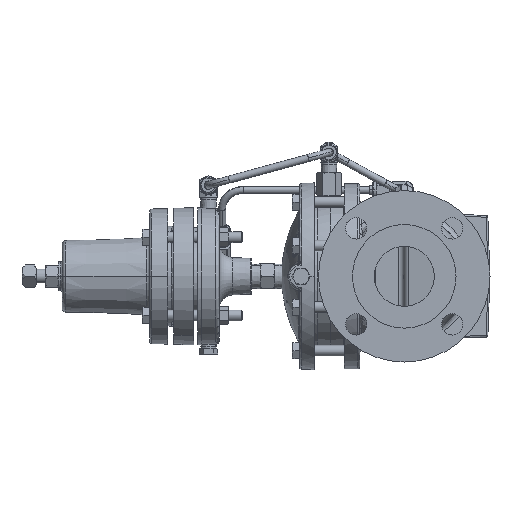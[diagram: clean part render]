
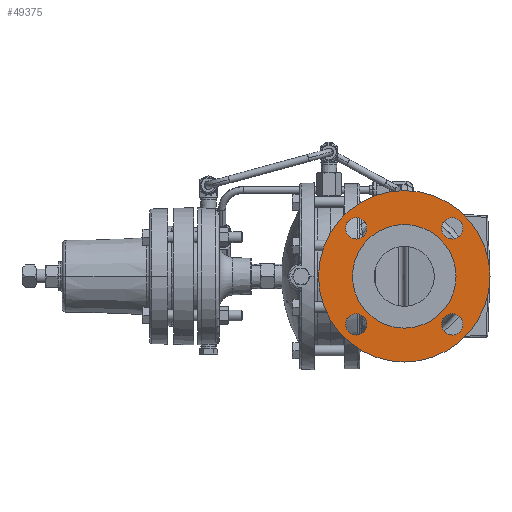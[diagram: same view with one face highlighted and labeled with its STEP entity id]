
A CAD part, left-side view. The second image highlights one B-rep face of the part: STEP entity #49375.
In plain terms, the highlighted planar face has unit normal (-1, 0, 0).
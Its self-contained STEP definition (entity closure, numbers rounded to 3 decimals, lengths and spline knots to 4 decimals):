
#55 = AXIS2_PLACEMENT_3D ( 'NONE', #77845, #38508, #57787 ) ;
#624 = CARTESIAN_POINT ( 'NONE',  ( -4.5005, 0., 1.8125 ) ) ;
#938 = CIRCLE ( 'NONE', #6004, 0.375 ) ;
#1227 = VERTEX_POINT ( 'NONE', #53361 ) ;
#2519 = EDGE_LOOP ( 'NONE', ( #79674, #14398 ) ) ;
#2817 = DIRECTION ( 'NONE',  ( -1., 0., 0. ) ) ;
#2832 = AXIS2_PLACEMENT_3D ( 'NONE', #58306, #71758, #72327 ) ;
#3631 = CIRCLE ( 'NONE', #55, 0.375 ) ;
#4333 = CIRCLE ( 'NONE', #36973, 3. ) ;
#4918 = EDGE_LOOP ( 'NONE', ( #23576, #68012 ) ) ;
#5022 = CARTESIAN_POINT ( 'NONE',  ( -4.5005, -1.6794, -1.6794 ) ) ;
#5060 = EDGE_CURVE ( 'NONE', #9417, #83852, #51062, .T. ) ;
#6004 = AXIS2_PLACEMENT_3D ( 'NONE', #28608, #69117, #8905 ) ;
#8133 = DIRECTION ( 'NONE',  ( -1., 0., 0. ) ) ;
#8905 = DIRECTION ( 'NONE',  ( 0., 0., 1. ) ) ;
#9417 = VERTEX_POINT ( 'NONE', #40952 ) ;
#9812 = CARTESIAN_POINT ( 'NONE',  ( -4.5005, 0., -3. ) ) ;
#13418 = EDGE_LOOP ( 'NONE', ( #52618, #15334 ) ) ;
#13588 = CARTESIAN_POINT ( 'NONE',  ( -4.5005, 0., 0. ) ) ;
#14398 = ORIENTED_EDGE ( 'NONE', *, *, #49403, .F. ) ;
#15334 = ORIENTED_EDGE ( 'NONE', *, *, #65077, .F. ) ;
#15343 = DIRECTION ( 'NONE',  ( -1., 0., 0. ) ) ;
#15996 = FACE_BOUND ( 'NONE', #39276, .T. ) ;
#16807 = CARTESIAN_POINT ( 'NONE',  ( -4.5005, -1.6794, 1.6794 ) ) ;
#17678 = CARTESIAN_POINT ( 'NONE',  ( -4.5005, -1.6794, -1.6794 ) ) ;
#17906 = DIRECTION ( 'NONE',  ( -1., 0., 0. ) ) ;
#19014 = FACE_BOUND ( 'NONE', #19789, .T. ) ;
#19789 = EDGE_LOOP ( 'NONE', ( #81431, #69236 ) ) ;
#21067 = FACE_BOUND ( 'NONE', #13418, .T. ) ;
#21618 = CARTESIAN_POINT ( 'NONE',  ( -4.5005, 1.6794, 1.6794 ) ) ;
#22217 = EDGE_CURVE ( 'NONE', #29200, #83953, #24973, .T. ) ;
#23459 = CIRCLE ( 'NONE', #70934, 0.375 ) ;
#23576 = ORIENTED_EDGE ( 'NONE', *, *, #22217, .F. ) ;
#23679 = AXIS2_PLACEMENT_3D ( 'NONE', #57236, #17906, #25357 ) ;
#23857 = EDGE_CURVE ( 'NONE', #56704, #49265, #53764, .T. ) ;
#24001 = AXIS2_PLACEMENT_3D ( 'NONE', #5022, #83024, #31071 ) ;
#24746 = CIRCLE ( 'NONE', #62899, 1.8125 ) ;
#24973 = CIRCLE ( 'NONE', #76946, 0.375 ) ;
#25122 = DIRECTION ( 'NONE',  ( -1., 0., 0. ) ) ;
#25192 = AXIS2_PLACEMENT_3D ( 'NONE', #21618, #15343, #29313 ) ;
#25357 = DIRECTION ( 'NONE',  ( 0., 0., -1. ) ) ;
#25394 = CARTESIAN_POINT ( 'NONE',  ( -4.5005, 1.6794, 2.0544 ) ) ;
#26101 = ORIENTED_EDGE ( 'NONE', *, *, #36676, .F. ) ;
#27223 = FACE_OUTER_BOUND ( 'NONE', #54477, .T. ) ;
#27326 = CARTESIAN_POINT ( 'NONE',  ( -4.5005, -1.6794, 2.0544 ) ) ;
#27396 = EDGE_CURVE ( 'NONE', #37143, #1227, #28724, .T. ) ;
#28608 = CARTESIAN_POINT ( 'NONE',  ( -4.5005, 1.6794, -1.6794 ) ) ;
#28724 = CIRCLE ( 'NONE', #83860, 0.375 ) ;
#28841 = DIRECTION ( 'NONE',  ( 0., 0., 1. ) ) ;
#29200 = VERTEX_POINT ( 'NONE', #27326 ) ;
#29313 = DIRECTION ( 'NONE',  ( 0., 0., 1. ) ) ;
#29603 = CIRCLE ( 'NONE', #40403, 1.8125 ) ;
#30597 = EDGE_CURVE ( 'NONE', #35650, #67906, #66365, .T. ) ;
#31071 = DIRECTION ( 'NONE',  ( 0., 0., 1. ) ) ;
#32538 = VERTEX_POINT ( 'NONE', #36605 ) ;
#35025 = CARTESIAN_POINT ( 'NONE',  ( -4.5005, 1.6794, 1.3044 ) ) ;
#35650 = VERTEX_POINT ( 'NONE', #25394 ) ;
#36440 = EDGE_CURVE ( 'NONE', #49265, #56704, #4333, .T. ) ;
#36605 = CARTESIAN_POINT ( 'NONE',  ( -4.5005, 0., -1.8125 ) ) ;
#36676 = EDGE_CURVE ( 'NONE', #83852, #9417, #50542, .T. ) ;
#36973 = AXIS2_PLACEMENT_3D ( 'NONE', #67627, #68201, #28841 ) ;
#37143 = VERTEX_POINT ( 'NONE', #69529 ) ;
#37398 = CARTESIAN_POINT ( 'NONE',  ( -4.5005, 0., 3. ) ) ;
#37546 = DIRECTION ( 'NONE',  ( -1., 0., 0. ) ) ;
#38508 = DIRECTION ( 'NONE',  ( -1., 0., 0. ) ) ;
#39055 = DIRECTION ( 'NONE',  ( -1., 0., 0. ) ) ;
#39276 = EDGE_LOOP ( 'NONE', ( #26101, #69155 ) ) ;
#40403 = AXIS2_PLACEMENT_3D ( 'NONE', #13588, #8133, #54056 ) ;
#40952 = CARTESIAN_POINT ( 'NONE',  ( -4.5005, -1.6794, -2.0544 ) ) ;
#41518 = CARTESIAN_POINT ( 'NONE',  ( -4.5005, 1.6794, -1.6794 ) ) ;
#45396 = DIRECTION ( 'NONE',  ( 0., 0., 1. ) ) ;
#48567 = CARTESIAN_POINT ( 'NONE',  ( -4.5005, -1.6794, 1.3044 ) ) ;
#48726 = DIRECTION ( 'NONE',  ( 0., 0., 1. ) ) ;
#49265 = VERTEX_POINT ( 'NONE', #37398 ) ;
#49375 = ADVANCED_FACE ( 'NONE', ( #19014, #15996, #59015, #84685, #21067, #27223 ), #77577, .T. ) ;
#49403 = EDGE_CURVE ( 'NONE', #67906, #35650, #3631, .T. ) ;
#50542 = CIRCLE ( 'NONE', #80970, 0.375 ) ;
#51062 = CIRCLE ( 'NONE', #24001, 0.375 ) ;
#51254 = DIRECTION ( 'NONE',  ( 0., 0., 1. ) ) ;
#52618 = ORIENTED_EDGE ( 'NONE', *, *, #53996, .F. ) ;
#52952 = VERTEX_POINT ( 'NONE', #624 ) ;
#53361 = CARTESIAN_POINT ( 'NONE',  ( -4.5005, 1.6794, -2.0544 ) ) ;
#53764 = CIRCLE ( 'NONE', #2832, 3. ) ;
#53996 = EDGE_CURVE ( 'NONE', #52952, #32538, #24746, .T. ) ;
#54056 = DIRECTION ( 'NONE',  ( 0., 0., 1. ) ) ;
#54477 = EDGE_LOOP ( 'NONE', ( #61170, #59859 ) ) ;
#56704 = VERTEX_POINT ( 'NONE', #9812 ) ;
#57105 = CARTESIAN_POINT ( 'NONE',  ( -4.5005, -1.6794, 1.6794 ) ) ;
#57236 = CARTESIAN_POINT ( 'NONE',  ( -4.5005, 1.8125, 0. ) ) ;
#57787 = DIRECTION ( 'NONE',  ( 0., 0., 1. ) ) ;
#58306 = CARTESIAN_POINT ( 'NONE',  ( -4.5005, 0., 0. ) ) ;
#59015 = FACE_BOUND ( 'NONE', #4918, .T. ) ;
#59859 = ORIENTED_EDGE ( 'NONE', *, *, #23857, .T. ) ;
#61170 = ORIENTED_EDGE ( 'NONE', *, *, #36440, .T. ) ;
#62704 = DIRECTION ( 'NONE',  ( -1., 0., 0. ) ) ;
#62899 = AXIS2_PLACEMENT_3D ( 'NONE', #84400, #39055, #45396 ) ;
#63666 = DIRECTION ( 'NONE',  ( 0., 0., 1. ) ) ;
#65077 = EDGE_CURVE ( 'NONE', #32538, #52952, #29603, .T. ) ;
#66365 = CIRCLE ( 'NONE', #25192, 0.375 ) ;
#67627 = CARTESIAN_POINT ( 'NONE',  ( -4.5005, 0., 0. ) ) ;
#67906 = VERTEX_POINT ( 'NONE', #35025 ) ;
#68012 = ORIENTED_EDGE ( 'NONE', *, *, #73746, .F. ) ;
#68201 = DIRECTION ( 'NONE',  ( -1., 0., 0. ) ) ;
#69117 = DIRECTION ( 'NONE',  ( -1., 0., 0. ) ) ;
#69155 = ORIENTED_EDGE ( 'NONE', *, *, #5060, .F. ) ;
#69236 = ORIENTED_EDGE ( 'NONE', *, *, #82046, .F. ) ;
#69529 = CARTESIAN_POINT ( 'NONE',  ( -4.5005, 1.6794, -1.3044 ) ) ;
#70748 = DIRECTION ( 'NONE',  ( 0., 0., 1. ) ) ;
#70934 = AXIS2_PLACEMENT_3D ( 'NONE', #57105, #37546, #63666 ) ;
#71758 = DIRECTION ( 'NONE',  ( -1., 0., 0. ) ) ;
#72327 = DIRECTION ( 'NONE',  ( 0., 0., 1. ) ) ;
#73223 = CARTESIAN_POINT ( 'NONE',  ( -4.5005, -1.6794, -1.3044 ) ) ;
#73746 = EDGE_CURVE ( 'NONE', #83953, #29200, #23459, .T. ) ;
#76946 = AXIS2_PLACEMENT_3D ( 'NONE', #16807, #62704, #51254 ) ;
#77577 = PLANE ( 'NONE',  #23679 ) ;
#77845 = CARTESIAN_POINT ( 'NONE',  ( -4.5005, 1.6794, 1.6794 ) ) ;
#79674 = ORIENTED_EDGE ( 'NONE', *, *, #30597, .F. ) ;
#80970 = AXIS2_PLACEMENT_3D ( 'NONE', #17678, #25122, #70748 ) ;
#81431 = ORIENTED_EDGE ( 'NONE', *, *, #27396, .F. ) ;
#82046 = EDGE_CURVE ( 'NONE', #1227, #37143, #938, .T. ) ;
#83024 = DIRECTION ( 'NONE',  ( -1., 0., 0. ) ) ;
#83852 = VERTEX_POINT ( 'NONE', #73223 ) ;
#83860 = AXIS2_PLACEMENT_3D ( 'NONE', #41518, #2817, #48726 ) ;
#83953 = VERTEX_POINT ( 'NONE', #48567 ) ;
#84400 = CARTESIAN_POINT ( 'NONE',  ( -4.5005, 0., 0. ) ) ;
#84685 = FACE_BOUND ( 'NONE', #2519, .T. ) ;
